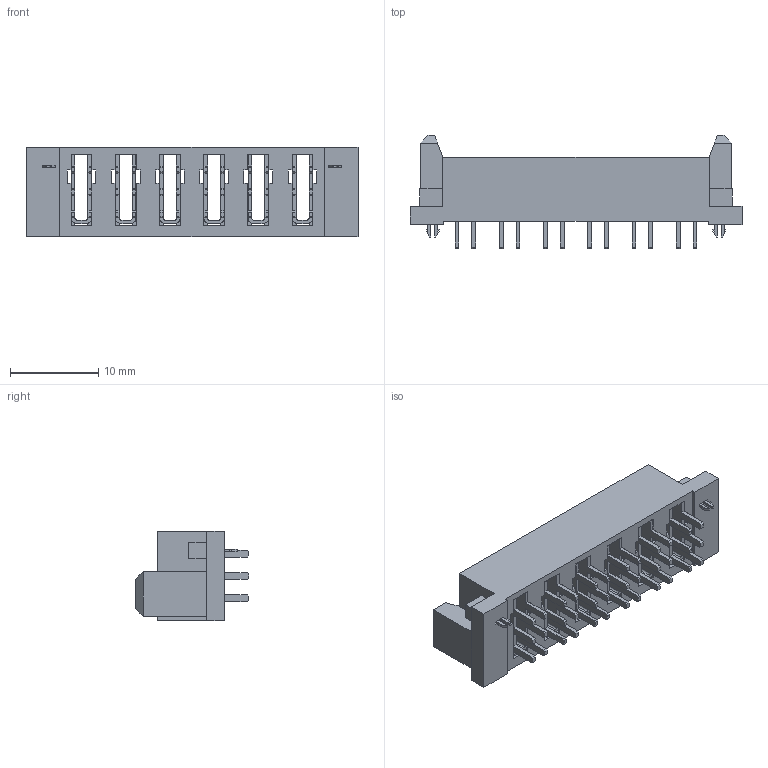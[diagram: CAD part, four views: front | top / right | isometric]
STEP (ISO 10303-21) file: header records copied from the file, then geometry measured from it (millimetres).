
FILE_DESCRIPTION( ( 'STEP AP203' ), ' ' );
FILE_NAME( 'MPS-06-7.70-01-L-V-LC.stp', '2017-04-29T02:01:27', ( '' ), ( '' ), ' ', 'PARTsolutions', ' ' );
FILE_SCHEMA( ( 'CONFIG_CONTROL_DESIGN' ) );
Length unit declared in the file: millimetre
Products named in the file (4): MPS-06-7.70-01-L-V-LC; _MPS-06-7.70-01-L-V-LC_t; _MPS-06-7.70-01-L-V-LC_p; _MPS-06-7.70-01-L-V-LC_lc
Assembly tree (4 placements, depth 2):
  MPS-06-7.70-01-L-V-LC
    _MPS-06-7.70-01-L-V-LC_t
    _MPS-06-7.70-01-L-V-LC_p
    _MPS-06-7.70-01-L-V-LC_lc  x2
Bounding box: 37.55 x 12.8 x 10.16 mm (x, y, z)
Volume: 1959 mm3; surface area: 3826.3 mm2
Topology: 4 solids, 4 shells, 616 faces, 1780 edges, 1184 vertices
Faces by surface type: plane 582, cylinder 34
Entity records: 19215 total; most frequent: CARTESIAN_POINT 3439, ORIENTED_EDGE 3416, DIRECTION 2956, EDGE_CURVE 1708, LINE 1650, VECTOR 1650, VERTEX_POINT 1136, AXIS2_PLACEMENT_3D 653
